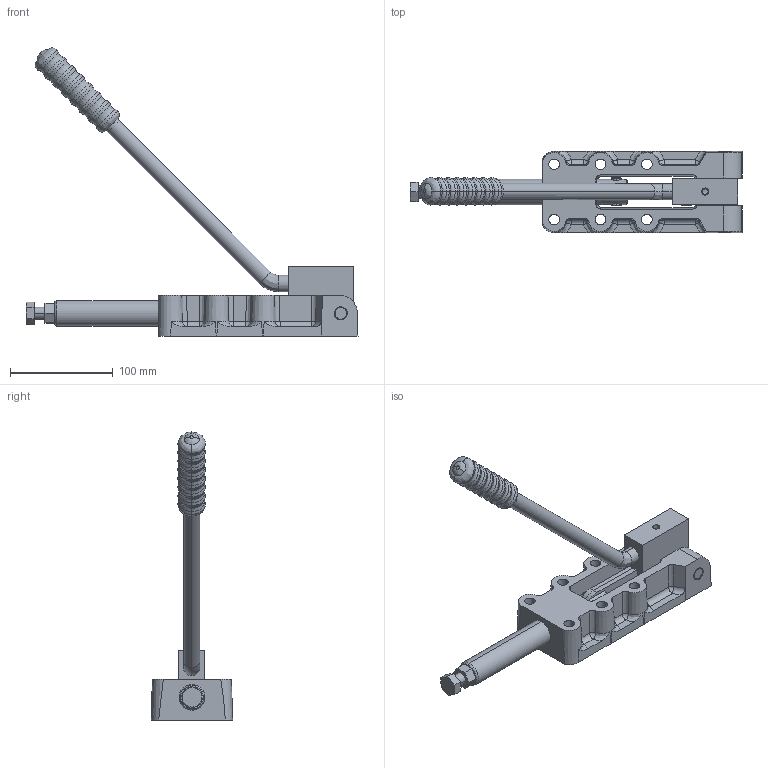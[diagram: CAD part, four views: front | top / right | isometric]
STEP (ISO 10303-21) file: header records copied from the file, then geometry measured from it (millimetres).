
FILE_DESCRIPTION (( 'STEP AP203' ), '1' );
FILE_NAME ('P2500L-3D.STEP', '2016-08-11T14:08:59', ( '' ), ( '' ), 'SwSTEP 2.0', 'SolidWorks 2016', '' );
FILE_SCHEMA (( 'CONFIG_CONTROL_DESIGN' ));
Length unit declared in the file: millimetre
Products named in the file (1): P2500L-3D
Bounding box: 323.59 x 79.25 x 280.74 mm (x, y, z)
Volume: 593630.7 mm3; surface area: 162183.8 mm2
Topology: 17 solids, 17 shells, 331 faces, 786 edges, 484 vertices
Faces by surface type: cylinder 112, plane 98, bspline 85, cone 36
Entity records: 12326 total; most frequent: CARTESIAN_POINT 4910, ORIENTED_EDGE 1556, DIRECTION 1500, EDGE_CURVE 778, AXIS2_PLACEMENT_3D 616, VERTEX_POINT 484, EDGE_LOOP 388, CIRCLE 369
